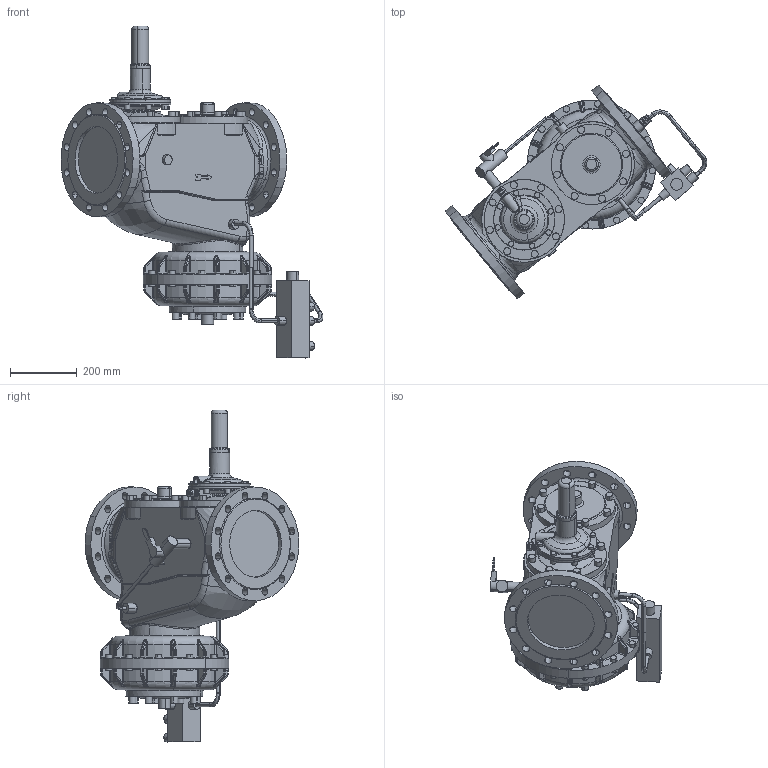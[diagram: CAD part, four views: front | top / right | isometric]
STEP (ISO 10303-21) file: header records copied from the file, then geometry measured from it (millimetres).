
FILE_DESCRIPTION(('CATIA V5 STEP Exchange'),'2;1');
FILE_NAME('RSP 254-200-385-R70-020.stp','2018-04-09T12:49:47+00:00',('none'),('none'),'CATIA Version 5 Release 19 SP 2 (IN-10)','CATIA V5 STEP AP214','none');
FILE_SCHEMA(('AUTOMOTIVE_DESIGN { 1 0 10303 214 1 1 1 1 }'));
Products named in the file (1): RSP 254-200-385-R70-020
Bounding box: 783.08 x 639.38 x 992.53 mm (x, y, z)
Volume: 66204632.1 mm3; surface area: 1754502.7 mm2
Topology: 1 solids, 32 shells, 2128 faces, 5169 edges, 3064 vertices
Faces by surface type: cylinder 825, torus 400, plane 380, bspline 323, cone 121, sphere 78, revolution 1
Entity records: 109882 total; most frequent: CARTESIAN_POINT 66808, ORIENTED_EDGE 10068, DIRECTION 6387, EDGE_CURVE 5034, AXIS2_PLACEMENT_3D 3648, VERTEX_POINT 3064, EDGE_LOOP 2278, CIRCLE 2166
